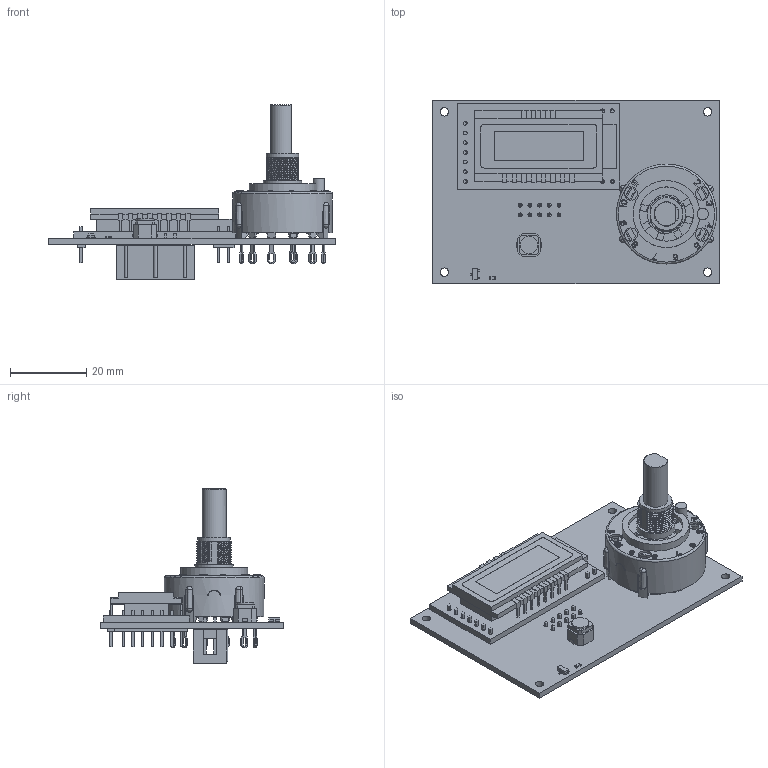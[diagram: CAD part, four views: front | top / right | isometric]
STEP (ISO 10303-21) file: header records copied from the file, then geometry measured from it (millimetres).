
FILE_DESCRIPTION(('KiCad electronic assembly'),'2;1');
FILE_NAME('110VU-Rud-Trim-Park-Brk.step','2024-11-14T15:46:02',('Pcbnew' ),('Kicad'),'Open CASCADE STEP processor 7.6', 'KiCad to STEP converter','Unknown');
FILE_SCHEMA(('AUTOMOTIVE_DESIGN { 1 0 10303 214 1 1 1 1 }'));
Length unit declared in the file: millimetre
Products named in the file (14): 110VU-Rud-Trim-Park-Brk 1; SOT-23; SOT_23; A12505RNZQ; SW_Push_1TS009xxxx-xxxx-xxxx_6x6x5mm; LinkGroup; R_0603_1608Metric; Rudder_Trim; Rudder_Batt v1; IDC-Header_2x05_P2.54mm_Vertical; IDC_Header_2x05_P254mm_Vertical; 110VU-Rud-Trum-Park-Brk_PCB
Assembly tree (13 placements, depth 3):
  110VU-Rud-Trim-Park-Brk 1
    SOT-23
      SOT_23
    A12505RNZQ
      A12505RNZQ
    SW_Push_1TS009xxxx-xxxx-xxxx_6x6x5mm
      LinkGroup
    R_0603_1608Metric
      R_0603_1608Metric
    Rudder_Trim
      Rudder_Batt v1
    IDC-Header_2x05_P2.54mm_Vertical
      IDC_Header_2x05_P254mm_Vertical
    110VU-Rud-Trum-Park-Brk_PCB
Bounding box: 75 x 48 x 45.74 mm (x, y, z)
Volume: 16255.3 mm3; surface area: 20012.3 mm2
Topology: 12 solids, 12 shells, 2668 faces, 7466 edges, 4920 vertices
Faces by surface type: plane 2301, cylinder 232, bspline 116, cone 18, torus 1
Full cylindrical faces by diameter (mm): 1 x38, 1.524 x12, 1.549 x8, 2.2 x4, 2.921 x1, 2.972 x1, 3.048 x1, 3.277 x1, 3.48 x4, 4.5 x1, 5.151 x1, 6.299 x1, 6.452 x1, 8.255 x1, 8.509 x1, 10.058 x1, 12.7 x1, 14.224 x1, 14.605 x1, 26.187 x1
Entity records: 91103 total; most frequent: CARTESIAN_POINT 19866, ORIENTED_EDGE 14932, DIRECTION 12853, EDGE_CURVE 7466, LINE 6557, VECTOR 6557, VERTEX_POINT 4920, AXIS2_PLACEMENT_3D 3148
